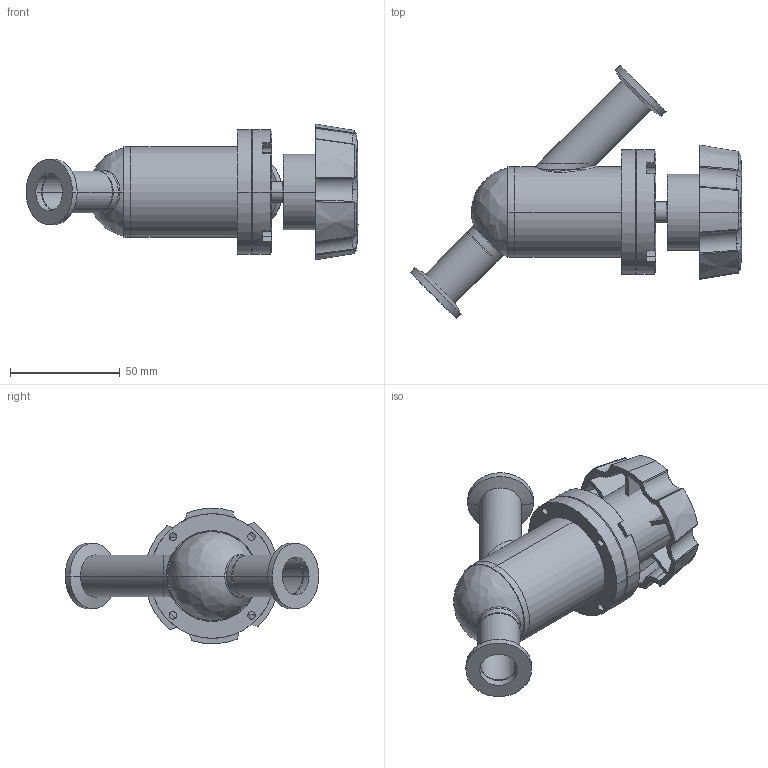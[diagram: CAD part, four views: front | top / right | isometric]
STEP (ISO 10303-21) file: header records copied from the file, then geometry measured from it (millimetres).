
FILE_DESCRIPTION (( 'STEP AP214' ), '1' );
FILE_NAME ('SVV-075-22-NW16_STRAIGHT_THROUGH_VALVE.STEP', '2020-04-11T00:12:18', ( 'admin' ), ( 'Microsoft' ), 'SwSTEP 2.0', 'SolidWorks 2016', '' );
FILE_SCHEMA (( 'AUTOMOTIVE_DESIGN' ));
Length unit declared in the file: inch
Products named in the file (1): SVV-075-22-NW16_STRAIGHT_THROUGH_VALVE
Bounding box: 151.54 x 115.8 x 61.94 mm (x, y, z)
Volume: 95344.2 mm3; surface area: 71997.4 mm2
Topology: 13 solids, 13 shells, 315 faces, 802 edges, 525 vertices
Faces by surface type: cylinder 129, plane 92, cone 63, bspline 30, sphere 1
Entity records: 12673 total; most frequent: CARTESIAN_POINT 5084, ORIENTED_EDGE 1596, DIRECTION 1463, EDGE_CURVE 798, AXIS2_PLACEMENT_3D 598, VERTEX_POINT 525, EDGE_LOOP 371, FACE_OUTER_BOUND 315
